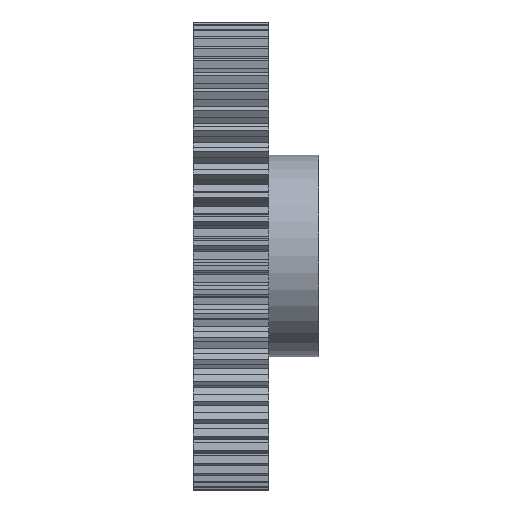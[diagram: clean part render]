
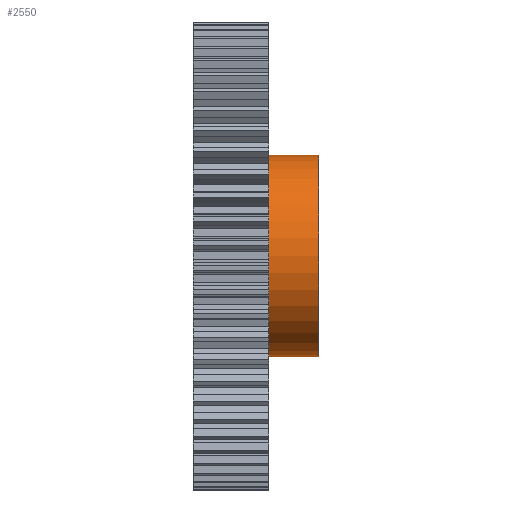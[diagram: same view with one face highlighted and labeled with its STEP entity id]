
A CAD part, top view. The second image highlights one B-rep face of the part: STEP entity #2550.
In plain terms, the highlighted cylindrical face has radius 20 mm (diameter 40 mm), a partial arc.
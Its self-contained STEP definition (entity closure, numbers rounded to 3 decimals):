
#2550 = ADVANCED_FACE( '', ( #6974 ), #6975, .T. );
#2976 = EDGE_CURVE( '', #6254, #3328, #7443, .T. );
#3310 = EDGE_CURVE( '', #3758, #3328, #7799, .T. );
#3328 = VERTEX_POINT( '', #7820 );
#3494 = EDGE_CURVE( '', #6254, #3652, #7997, .T. );
#3652 = VERTEX_POINT( '', #8170 );
#3758 = VERTEX_POINT( '', #8293 );
#5498 = EDGE_CURVE( '', #3652, #3758, #10162, .T. );
#6254 = VERTEX_POINT( '', #10982 );
#6974 = FACE_OUTER_BOUND( '', #11872, .T. );
#6975 = CYLINDRICAL_SURFACE( '', #11873, 20. );
#7443 = CIRCLE( '', #12521, 20. );
#7799 = LINE( '', #13035, #13036 );
#7820 = CARTESIAN_POINT( '', ( 7.5, 20., 0. ) );
#7997 = LINE( '', #13310, #13311 );
#8170 = CARTESIAN_POINT( '', ( 17.5, -20., 0. ) );
#8293 = CARTESIAN_POINT( '', ( 17.5, 20., 0. ) );
#10162 = CIRCLE( '', #16368, 20. );
#10982 = CARTESIAN_POINT( '', ( 7.5, -20., 0. ) );
#11872 = EDGE_LOOP( '', ( #18417, #18418, #18419, #18420 ) );
#11873 = AXIS2_PLACEMENT_3D( '', #18421, #18422, #18423 );
#12521 = AXIS2_PLACEMENT_3D( '', #18889, #18890, #18891 );
#13035 = CARTESIAN_POINT( '', ( 12.5, 20., 0. ) );
#13036 = VECTOR( '', #19184, 1. );
#13310 = CARTESIAN_POINT( '', ( 12.5, -20., 0. ) );
#13311 = VECTOR( '', #19372, 1. );
#16368 = AXIS2_PLACEMENT_3D( '', #21754, #21755, #21756 );
#18417 = ORIENTED_EDGE( '', *, *, #3310, .T. );
#18418 = ORIENTED_EDGE( '', *, *, #2976, .F. );
#18419 = ORIENTED_EDGE( '', *, *, #3494, .T. );
#18420 = ORIENTED_EDGE( '', *, *, #5498, .T. );
#18421 = CARTESIAN_POINT( '', ( 12.5, 0., 0. ) );
#18422 = DIRECTION( '', ( 1., 0., 0. ) );
#18423 = DIRECTION( '', ( 0., 1., 0. ) );
#18889 = CARTESIAN_POINT( '', ( 7.5, 0., 0. ) );
#18890 = DIRECTION( '', ( -1., 0., 0. ) );
#18891 = DIRECTION( '', ( 0., 1., 0. ) );
#19184 = DIRECTION( '', ( -1., 0., 0. ) );
#19372 = DIRECTION( '', ( 1., 0., 0. ) );
#21754 = CARTESIAN_POINT( '', ( 17.5, 0., 0. ) );
#21755 = DIRECTION( '', ( -1., 0., 0. ) );
#21756 = DIRECTION( '', ( 0., 1., 0. ) );
